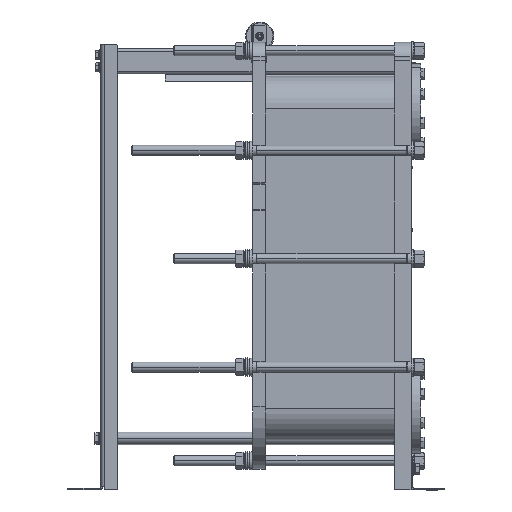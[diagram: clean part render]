
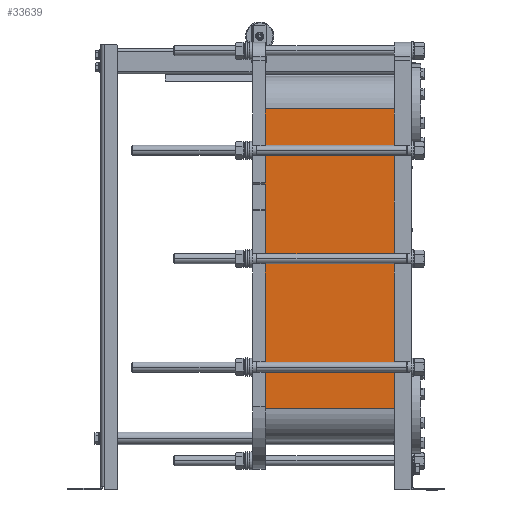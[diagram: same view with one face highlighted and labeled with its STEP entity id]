
A CAD part, front view. The second image highlights one B-rep face of the part: STEP entity #33639.
In plain terms, the highlighted planar face has unit normal (0, -1, 0).
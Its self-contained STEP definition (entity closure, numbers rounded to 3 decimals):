
#33581=CARTESIAN_POINT('',(0.,0.,796.5));
#33582=VERTEX_POINT('',#33581);
#33590=CARTESIAN_POINT('',(315.,0.,796.5));
#33591=VERTEX_POINT('',#33590);
#33592=CARTESIAN_POINT('',(315.,0.,796.5));
#33593=DIRECTION('',(-1.,0.,0.));
#33594=VECTOR('',#33593,315.);
#33595=LINE('',#33592,#33594);
#33596=EDGE_CURVE('',#33591,#33582,#33595,.T.);
#33609=CARTESIAN_POINT('',(315.,0.,77.5));
#33610=DIRECTION('',(0.,1.,0.));
#33611=DIRECTION('',(0.,0.,1.));
#33612=AXIS2_PLACEMENT_3D('',#33609,#33610,#33611);
#33613=PLANE('',#33612);
#33614=CARTESIAN_POINT('',(0.,0.,77.5));
#33615=VERTEX_POINT('',#33614);
#33616=CARTESIAN_POINT('',(0.,0.,796.5));
#33617=DIRECTION('',(0.,0.,-1.));
#33618=VECTOR('',#33617,719.);
#33619=LINE('',#33616,#33618);
#33620=EDGE_CURVE('',#33582,#33615,#33619,.T.);
#33621=ORIENTED_EDGE('',*,*,#33620,.T.);
#33622=CARTESIAN_POINT('',(315.,0.,77.5));
#33623=VERTEX_POINT('',#33622);
#33624=CARTESIAN_POINT('',(315.,0.,77.5));
#33625=DIRECTION('',(-1.,0.,0.));
#33626=VECTOR('',#33625,315.);
#33627=LINE('',#33624,#33626);
#33628=EDGE_CURVE('',#33623,#33615,#33627,.T.);
#33629=ORIENTED_EDGE('',*,*,#33628,.F.);
#33630=CARTESIAN_POINT('',(315.,0.,796.5));
#33631=DIRECTION('',(0.,0.,-1.));
#33632=VECTOR('',#33631,719.);
#33633=LINE('',#33630,#33632);
#33634=EDGE_CURVE('',#33591,#33623,#33633,.T.);
#33635=ORIENTED_EDGE('',*,*,#33634,.F.);
#33636=ORIENTED_EDGE('',*,*,#33596,.T.);
#33637=EDGE_LOOP('',(#33621,#33629,#33635,#33636));
#33638=FACE_BOUND('',#33637,.T.);
#33639=ADVANCED_FACE('',(#33638),#33613,.F.);
